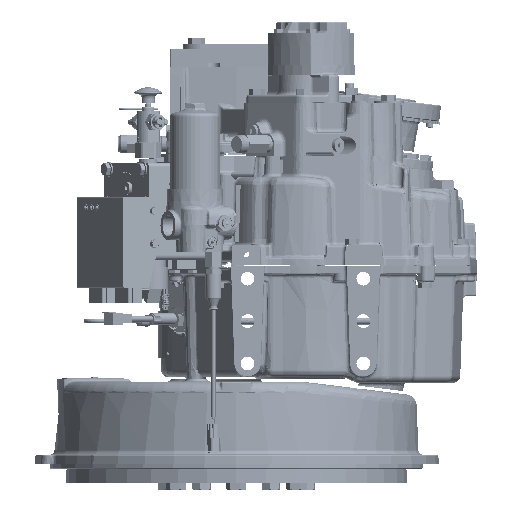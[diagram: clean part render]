
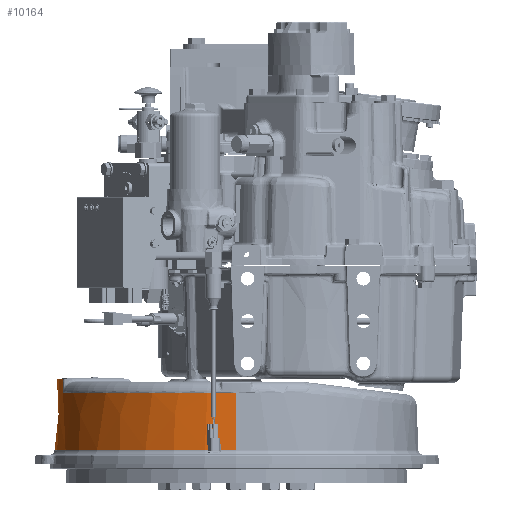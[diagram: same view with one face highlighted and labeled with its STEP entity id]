
A CAD part, left-side view. The second image highlights one B-rep face of the part: STEP entity #10164.
In plain terms, the highlighted conical face has half-angle 2 degrees and reference radius 245.726 mm.
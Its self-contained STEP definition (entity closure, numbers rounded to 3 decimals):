
#10164 = ADVANCED_FACE ( 'NONE', ( #363173 ), #345590, .T. ) ;
#64722 = CARTESIAN_POINT ( 'NONE',  ( -65.707, 237.337, -174.322 ) ) ;
#64866 = CARTESIAN_POINT ( 'NONE',  ( -65.649, 237.293, -172.657 ) ) ;
#64870 = CARTESIAN_POINT ( 'NONE',  ( 0., 0., -174.322 ) ) ;
#64879 = CARTESIAN_POINT ( 'NONE',  ( -65.59, 237.249, -170.992 ) ) ;
#64881 = CARTESIAN_POINT ( 'NONE',  ( -65.532, 237.205, -169.326 ) ) ;
#64885 = CARTESIAN_POINT ( 'NONE',  ( -65.374, 237.086, -164.844 ) ) ;
#64886 = CARTESIAN_POINT ( 'NONE',  ( -65.216, 236.967, -160.362 ) ) ;
#64890 = CARTESIAN_POINT ( 'NONE',  ( -65.059, 236.848, -155.88 ) ) ;
#64897 = DIRECTION ( 'NONE',  ( 0., 0., -1. ) ) ;
#64901 = DIRECTION ( 'NONE',  ( 1., 0., 0. ) ) ;
#64906 = CARTESIAN_POINT ( 'NONE',  ( 245.726, 0., -158.88 ) ) ;
#64907 = DIRECTION ( 'NONE',  ( 0.035, 0., -0.999 ) ) ;
#88899 = ORIENTED_EDGE ( 'NONE', *, *, #246891, .T. ) ;
#88900 = ORIENTED_EDGE ( 'NONE', *, *, #246887, .F. ) ;
#88902 = ORIENTED_EDGE ( 'NONE', *, *, #121782, .T. ) ;
#88904 = ORIENTED_EDGE ( 'NONE', *, *, #246656, .T. ) ;
#88905 = ORIENTED_EDGE ( 'NONE', *, *, #246882, .F. ) ;
#88907 = ORIENTED_EDGE ( 'NONE', *, *, #246498, .F. ) ;
#88908 = ORIENTED_EDGE ( 'NONE', *, *, #121788, .T. ) ;
#88910 = ORIENTED_EDGE ( 'NONE', *, *, #121784, .T. ) ;
#115124 = VERTEX_POINT ( 'NONE', #360960 ) ;
#115139 = VERTEX_POINT ( 'NONE', #361007 ) ;
#115146 = VERTEX_POINT ( 'NONE', #361024 ) ;
#115150 = VERTEX_POINT ( 'NONE', #361036 ) ;
#115221 = VERTEX_POINT ( 'NONE', #361245 ) ;
#115225 = VERTEX_POINT ( 'NONE', #361256 ) ;
#115229 = VERTEX_POINT ( 'NONE', #361268 ) ;
#115253 = VERTEX_POINT ( 'NONE', #361335 ) ;
#121782 = EDGE_CURVE ( 'NONE', #115150, #115146, #232743, .T. ) ;
#121784 = EDGE_CURVE ( 'NONE', #115225, #115229, #344132, .T. ) ;
#121788 = EDGE_CURVE ( 'NONE', #115229, #115253, #344064, .T. ) ;
#142071 = EDGE_LOOP ( 'NONE', ( #88910, #88908, #88907, #88905, #88904, #88902, #88900, #88899 ) ) ;
#180607 = AXIS2_PLACEMENT_3D ( 'NONE', #248804, #248809, #248812 ) ;
#180897 = AXIS2_PLACEMENT_3D ( 'NONE', #269500, #269507, #269508 ) ;
#190611 = DIRECTION ( 'NONE',  ( -1., 0., 0. ) ) ;
#190647 = DIRECTION ( 'NONE',  ( 0., 0., -1. ) ) ;
#190676 = CARTESIAN_POINT ( 'NONE',  ( 0., 0., -158.88 ) ) ;
#200593 = AXIS2_PLACEMENT_3D ( 'NONE', #190676, #190647, #190611 ) ;
#232743 = B_SPLINE_CURVE_WITH_KNOTS ( 'NONE', 3,
 ( #64722, #64866, #64879, #64881, #64885, #64886, #64890 ),
 .UNSPECIFIED., .F., .F.,
 ( 4, 3, 4 ),
 ( 0., 0.005, 0.018 ),
 .UNSPECIFIED. ) ;
#239529 = CIRCLE ( 'NONE', #180607, 248.982 ) ;
#246498 = EDGE_CURVE ( 'NONE', #115221, #115253, #239529, .T. ) ;
#246656 = EDGE_CURVE ( 'NONE', #115124, #115150, #267499, .T. ) ;
#246882 = EDGE_CURVE ( 'NONE', #115124, #115221, #268817, .T. ) ;
#246887 = EDGE_CURVE ( 'NONE', #115139, #115146, #268985, .T. ) ;
#246891 = EDGE_CURVE ( 'NONE', #115139, #115225, #309978, .T. ) ;
#248804 = CARTESIAN_POINT ( 'NONE',  ( 0., 0., -252.124 ) ) ;
#248809 = DIRECTION ( 'NONE',  ( 0., 0., -1. ) ) ;
#248812 = DIRECTION ( 'NONE',  ( -1., 0., 0. ) ) ;
#267499 = CIRCLE ( 'NONE', #180897, 246.265 ) ;
#268817 = LINE ( 'NONE', #271917, #268938 ) ;
#268938 = VECTOR ( 'NONE', #271918, 1000. ) ;
#268985 = CIRCLE ( 'NONE', #285949, 245.621 ) ;
#269500 = CARTESIAN_POINT ( 'NONE',  ( 0., 0., -174.322 ) ) ;
#269507 = DIRECTION ( 'NONE',  ( 0., 0., -1. ) ) ;
#269508 = DIRECTION ( 'NONE',  ( 1., 0., 0. ) ) ;
#271917 = CARTESIAN_POINT ( 'NONE',  ( -245.726, 0., -158.88 ) ) ;
#271918 = DIRECTION ( 'NONE',  ( -0.035, 0., -0.999 ) ) ;
#271955 = CARTESIAN_POINT ( 'NONE',  ( 0., 0., -155.88 ) ) ;
#271964 = DIRECTION ( 'NONE',  ( 0., 0., 1. ) ) ;
#271966 = DIRECTION ( 'NONE',  ( 1., 0., 0. ) ) ;
#271993 = CARTESIAN_POINT ( 'NONE',  ( 65.059, 236.848, -155.88 ) ) ;
#272001 = CARTESIAN_POINT ( 'NONE',  ( 65.11, 236.887, -157.349 ) ) ;
#272007 = CARTESIAN_POINT ( 'NONE',  ( 65.162, 236.926, -158.819 ) ) ;
#272008 = CARTESIAN_POINT ( 'NONE',  ( 65.214, 236.965, -160.288 ) ) ;
#272010 = CARTESIAN_POINT ( 'NONE',  ( 65.378, 237.089, -164.966 ) ) ;
#272014 = CARTESIAN_POINT ( 'NONE',  ( 65.543, 237.213, -169.644 ) ) ;
#272016 = CARTESIAN_POINT ( 'NONE',  ( 65.707, 237.337, -174.322 ) ) ;
#285949 = AXIS2_PLACEMENT_3D ( 'NONE', #271955, #271964, #271966 ) ;
#309978 = B_SPLINE_CURVE_WITH_KNOTS ( 'NONE', 3,
 ( #271993, #272001, #272007, #272008, #272010, #272014, #272016 ),
 .UNSPECIFIED., .F., .F.,
 ( 4, 3, 4 ),
 ( 0.001, 0.005, 0.019 ),
 .UNSPECIFIED. ) ;
#311062 = AXIS2_PLACEMENT_3D ( 'NONE', #64870, #64897, #64901 ) ;
#344064 = LINE ( 'NONE', #64906, #344124 ) ;
#344124 = VECTOR ( 'NONE', #64907, 1000. ) ;
#344132 = CIRCLE ( 'NONE', #311062, 246.265 ) ;
#345590 = CONICAL_SURFACE ( 'NONE', #200593, 245.726, 0.035 ) ;
#360960 = CARTESIAN_POINT ( 'NONE',  ( -246.265, 0., -174.322 ) ) ;
#361007 = CARTESIAN_POINT ( 'NONE',  ( 65.059, 236.848, -155.88 ) ) ;
#361024 = CARTESIAN_POINT ( 'NONE',  ( -65.059, 236.848, -155.88 ) ) ;
#361036 = CARTESIAN_POINT ( 'NONE',  ( -65.707, 237.337, -174.322 ) ) ;
#361245 = CARTESIAN_POINT ( 'NONE',  ( -248.982, 0., -252.124 ) ) ;
#361256 = CARTESIAN_POINT ( 'NONE',  ( 65.707, 237.337, -174.322 ) ) ;
#361268 = CARTESIAN_POINT ( 'NONE',  ( 246.265, 0., -174.322 ) ) ;
#361335 = CARTESIAN_POINT ( 'NONE',  ( 248.982, 0., -252.124 ) ) ;
#363173 = FACE_OUTER_BOUND ( 'NONE', #142071, .T. ) ;
